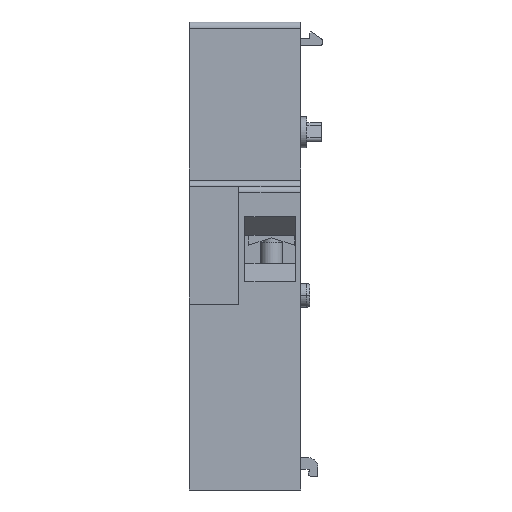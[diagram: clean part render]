
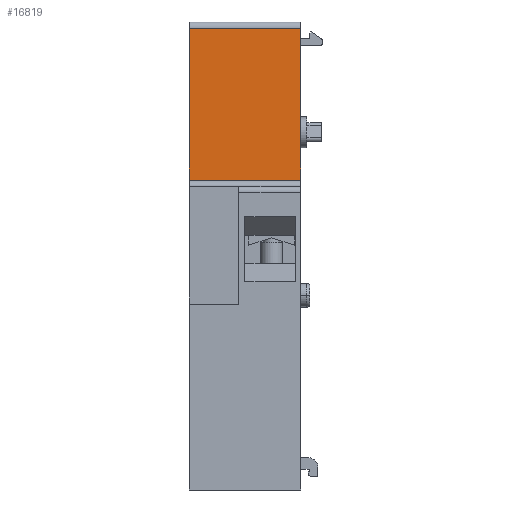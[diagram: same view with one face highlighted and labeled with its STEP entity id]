
A CAD part, front view. The second image highlights one B-rep face of the part: STEP entity #16819.
In plain terms, the highlighted planar face has unit normal (0, -1, 0).
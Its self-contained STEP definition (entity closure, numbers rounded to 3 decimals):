
#51 = PLANE('',#52);
#52 = AXIS2_PLACEMENT_3D('',#53,#54,#55);
#53 = CARTESIAN_POINT('',(-9.,0.,0.));
#54 = DIRECTION('',(1.,0.,0.));
#55 = DIRECTION('',(0.,0.,-1.));
#1538 = VERTEX_POINT('',#1539);
#1539 = CARTESIAN_POINT('',(-9.,-22.5,74.5));
#1554 = CYLINDRICAL_SURFACE('',#1555,1.);
#1555 = AXIS2_PLACEMENT_3D('',#1556,#1557,#1558);
#1556 = CARTESIAN_POINT('',(-9.,-21.5,74.5));
#1557 = DIRECTION('',(1.,0.,0.));
#1558 = DIRECTION('',(0.,0.,-1.));
#1566 = EDGE_CURVE('',#1538,#1567,#1569,.T.);
#1567 = VERTEX_POINT('',#1568);
#1568 = CARTESIAN_POINT('',(-9.,-22.5,50.));
#1569 = SURFACE_CURVE('',#1570,(#1574,#1581),.PCURVE_S1.);
#1570 = LINE('',#1571,#1572);
#1571 = CARTESIAN_POINT('',(-9.,-22.5,74.5));
#1572 = VECTOR('',#1573,1.);
#1573 = DIRECTION('',(0.,0.,-1.));
#1574 = PCURVE('',#51,#1575);
#1575 = DEFINITIONAL_REPRESENTATION('',(#1576),#1580);
#1576 = LINE('',#1577,#1578);
#1577 = CARTESIAN_POINT('',(-74.5,-22.5));
#1578 = VECTOR('',#1579,1.);
#1579 = DIRECTION('',(1.,0.));
#1580 = ( GEOMETRIC_REPRESENTATION_CONTEXT(2) 
PARAMETRIC_REPRESENTATION_CONTEXT() REPRESENTATION_CONTEXT('2D SPACE',''
  ) );
#1581 = PCURVE('',#1582,#1587);
#1582 = PLANE('',#1583);
#1583 = AXIS2_PLACEMENT_3D('',#1584,#1585,#1586);
#1584 = CARTESIAN_POINT('',(-9.,-22.5,74.5));
#1585 = DIRECTION('',(0.,-1.,0.));
#1586 = DIRECTION('',(0.,0.,-1.));
#1587 = DEFINITIONAL_REPRESENTATION('',(#1588),#1592);
#1588 = LINE('',#1589,#1590);
#1589 = CARTESIAN_POINT('',(0.,0.));
#1590 = VECTOR('',#1591,1.);
#1591 = DIRECTION('',(1.,0.));
#1592 = ( GEOMETRIC_REPRESENTATION_CONTEXT(2) 
PARAMETRIC_REPRESENTATION_CONTEXT() REPRESENTATION_CONTEXT('2D SPACE',''
  ) );
#1615 = CYLINDRICAL_SURFACE('',#1616,1.);
#1616 = AXIS2_PLACEMENT_3D('',#1617,#1618,#1619);
#1617 = CARTESIAN_POINT('',(-9.,-23.5,50.));
#1618 = DIRECTION('',(1.,0.,0.));
#1619 = DIRECTION('',(0.,0.,-1.));
#1933 = PLANE('',#1934);
#1934 = AXIS2_PLACEMENT_3D('',#1935,#1936,#1937);
#1935 = CARTESIAN_POINT('',(9.,0.,0.));
#1936 = DIRECTION('',(1.,0.,0.));
#1937 = DIRECTION('',(0.,0.,-1.));
#3206 = VERTEX_POINT('',#3207);
#3207 = CARTESIAN_POINT('',(9.,-22.5,50.));
#3233 = EDGE_CURVE('',#3234,#3206,#3236,.T.);
#3234 = VERTEX_POINT('',#3235);
#3235 = CARTESIAN_POINT('',(9.,-22.5,74.5));
#3236 = SURFACE_CURVE('',#3237,(#3241,#3248),.PCURVE_S1.);
#3237 = LINE('',#3238,#3239);
#3238 = CARTESIAN_POINT('',(9.,-22.5,74.5));
#3239 = VECTOR('',#3240,1.);
#3240 = DIRECTION('',(0.,0.,-1.));
#3241 = PCURVE('',#1933,#3242);
#3242 = DEFINITIONAL_REPRESENTATION('',(#3243),#3247);
#3243 = LINE('',#3244,#3245);
#3244 = CARTESIAN_POINT('',(-74.5,-22.5));
#3245 = VECTOR('',#3246,1.);
#3246 = DIRECTION('',(1.,0.));
#3247 = ( GEOMETRIC_REPRESENTATION_CONTEXT(2) 
PARAMETRIC_REPRESENTATION_CONTEXT() REPRESENTATION_CONTEXT('2D SPACE',''
  ) );
#3248 = PCURVE('',#1582,#3249);
#3249 = DEFINITIONAL_REPRESENTATION('',(#3250),#3254);
#3250 = LINE('',#3251,#3252);
#3251 = CARTESIAN_POINT('',(0.,18.));
#3252 = VECTOR('',#3253,1.);
#3253 = DIRECTION('',(1.,0.));
#3254 = ( GEOMETRIC_REPRESENTATION_CONTEXT(2) 
PARAMETRIC_REPRESENTATION_CONTEXT() REPRESENTATION_CONTEXT('2D SPACE',''
  ) );
#16796 = EDGE_CURVE('',#1538,#3234,#16797,.T.);
#16797 = SURFACE_CURVE('',#16798,(#16802,#16809),.PCURVE_S1.);
#16798 = LINE('',#16799,#16800);
#16799 = CARTESIAN_POINT('',(-9.,-22.5,74.5));
#16800 = VECTOR('',#16801,1.);
#16801 = DIRECTION('',(1.,0.,0.));
#16802 = PCURVE('',#1554,#16803);
#16803 = DEFINITIONAL_REPRESENTATION('',(#16804),#16808);
#16804 = LINE('',#16805,#16806);
#16805 = CARTESIAN_POINT('',(4.712,0.));
#16806 = VECTOR('',#16807,1.);
#16807 = DIRECTION('',(0.,1.));
#16808 = ( GEOMETRIC_REPRESENTATION_CONTEXT(2) 
PARAMETRIC_REPRESENTATION_CONTEXT() REPRESENTATION_CONTEXT('2D SPACE',''
  ) );
#16809 = PCURVE('',#1582,#16810);
#16810 = DEFINITIONAL_REPRESENTATION('',(#16811),#16815);
#16811 = LINE('',#16812,#16813);
#16812 = CARTESIAN_POINT('',(0.,0.));
#16813 = VECTOR('',#16814,1.);
#16814 = DIRECTION('',(0.,1.));
#16815 = ( GEOMETRIC_REPRESENTATION_CONTEXT(2) 
PARAMETRIC_REPRESENTATION_CONTEXT() REPRESENTATION_CONTEXT('2D SPACE',''
  ) );
#16819 = ADVANCED_FACE('',(#16820),#1582,.T.);
#16820 = FACE_BOUND('',#16821,.F.);
#16821 = EDGE_LOOP('',(#16822,#16823,#16824,#16825));
#16822 = ORIENTED_EDGE('',*,*,#1566,.F.);
#16823 = ORIENTED_EDGE('',*,*,#16796,.T.);
#16824 = ORIENTED_EDGE('',*,*,#3233,.T.);
#16825 = ORIENTED_EDGE('',*,*,#16826,.F.);
#16826 = EDGE_CURVE('',#1567,#3206,#16827,.T.);
#16827 = SURFACE_CURVE('',#16828,(#16832,#16839),.PCURVE_S1.);
#16828 = LINE('',#16829,#16830);
#16829 = CARTESIAN_POINT('',(-9.,-22.5,50.));
#16830 = VECTOR('',#16831,1.);
#16831 = DIRECTION('',(1.,0.,0.));
#16832 = PCURVE('',#1582,#16833);
#16833 = DEFINITIONAL_REPRESENTATION('',(#16834),#16838);
#16834 = LINE('',#16835,#16836);
#16835 = CARTESIAN_POINT('',(24.5,0.));
#16836 = VECTOR('',#16837,1.);
#16837 = DIRECTION('',(0.,1.));
#16838 = ( GEOMETRIC_REPRESENTATION_CONTEXT(2) 
PARAMETRIC_REPRESENTATION_CONTEXT() REPRESENTATION_CONTEXT('2D SPACE',''
  ) );
#16839 = PCURVE('',#1615,#16840);
#16840 = DEFINITIONAL_REPRESENTATION('',(#16841),#16845);
#16841 = LINE('',#16842,#16843);
#16842 = CARTESIAN_POINT('',(1.571,0.));
#16843 = VECTOR('',#16844,1.);
#16844 = DIRECTION('',(0.,1.));
#16845 = ( GEOMETRIC_REPRESENTATION_CONTEXT(2) 
PARAMETRIC_REPRESENTATION_CONTEXT() REPRESENTATION_CONTEXT('2D SPACE',''
  ) );
